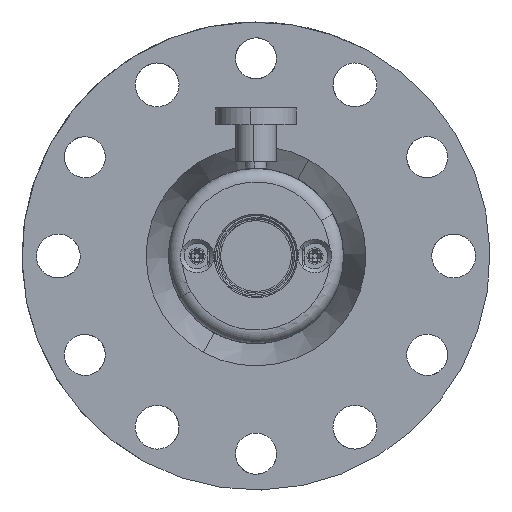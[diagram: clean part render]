
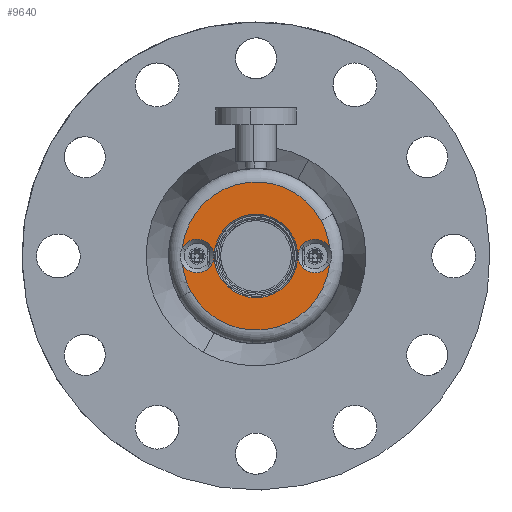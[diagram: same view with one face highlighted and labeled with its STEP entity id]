
A CAD part, front view. The second image highlights one B-rep face of the part: STEP entity #9640.
In plain terms, the highlighted planar face has unit normal (0, -1, 0).
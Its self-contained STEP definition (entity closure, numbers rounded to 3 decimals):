
#9453=AXIS2_PLACEMENT_3D('Circle Axis2P3D',#9451,#9452,$) ;
#9478=AXIS2_PLACEMENT_3D('Circle Axis2P3D',#9476,#9477,$) ;
#9530=AXIS2_PLACEMENT_3D('Circle Axis2P3D',#9528,#9529,$) ;
#9537=AXIS2_PLACEMENT_3D('Circle Axis2P3D',#9535,#9536,$) ;
#9578=AXIS2_PLACEMENT_3D('Plane Axis2P3D',#9575,#9576,#9577) ;
#9582=AXIS2_PLACEMENT_3D('Circle Axis2P3D',#9580,#9581,$) ;
#9589=AXIS2_PLACEMENT_3D('Circle Axis2P3D',#9587,#9588,$) ;
#9594=AXIS2_PLACEMENT_3D('Circle Axis2P3D',#9592,#9593,$) ;
#9601=AXIS2_PLACEMENT_3D('Circle Axis2P3D',#9599,#9600,$) ;
#9616=AXIS2_PLACEMENT_3D('Circle Axis2P3D',#9614,#9615,$) ;
#9625=AXIS2_PLACEMENT_3D('Circle Axis2P3D',#9623,#9624,$) ;
#9632=AXIS2_PLACEMENT_3D('Circle Axis2P3D',#9630,#9631,$) ;
#9448=CARTESIAN_POINT('Vertex',(9.653,-289.501,5.274)) ;
#9451=CARTESIAN_POINT('Axis2P3D Location',(0.,-289.501,0.)) ;
#9455=CARTESIAN_POINT('Vertex',(10.932,-289.501,1.22)) ;
#9473=CARTESIAN_POINT('Vertex',(10.932,-289.501,-1.22)) ;
#9476=CARTESIAN_POINT('Axis2P3D Location',(0.,-289.501,0.)) ;
#9480=CARTESIAN_POINT('Vertex',(-9.653,-289.501,-5.274)) ;
#9528=CARTESIAN_POINT('Axis2P3D Location',(0.,-289.501,0.)) ;
#9532=CARTESIAN_POINT('Vertex',(-10.932,-289.501,1.22)) ;
#9535=CARTESIAN_POINT('Axis2P3D Location',(0.,-289.501,0.)) ;
#9539=CARTESIAN_POINT('Vertex',(-10.932,-289.501,-1.22)) ;
#9575=CARTESIAN_POINT('Axis2P3D Location',(11.,-289.501,0.)) ;
#9580=CARTESIAN_POINT('Axis2P3D Location',(8.75,-289.501,0.)) ;
#9584=CARTESIAN_POINT('Vertex',(6.556,-289.501,1.199)) ;
#9587=CARTESIAN_POINT('Axis2P3D Location',(8.75,-289.501,0.)) ;
#9592=CARTESIAN_POINT('Axis2P3D Location',(-8.75,-289.501,0.)) ;
#9596=CARTESIAN_POINT('Vertex',(-6.556,-289.501,-1.199)) ;
#9599=CARTESIAN_POINT('Axis2P3D Location',(-8.75,-289.501,0.)) ;
#9614=CARTESIAN_POINT('Axis2P3D Location',(0.,-289.501,0.)) ;
#9618=CARTESIAN_POINT('Vertex',(5.741,-289.501,2.341)) ;
#9620=CARTESIAN_POINT('Vertex',(5.441,-289.501,2.972)) ;
#9623=CARTESIAN_POINT('Axis2P3D Location',(0.,-289.501,0.)) ;
#9627=CARTESIAN_POINT('Vertex',(-5.441,-289.501,-2.972)) ;
#9630=CARTESIAN_POINT('Axis2P3D Location',(0.,-289.501,0.)) ;
#9452=DIRECTION('Axis2P3D Direction',(0.,-1.,0.)) ;
#9477=DIRECTION('Axis2P3D Direction',(0.,-1.,0.)) ;
#9529=DIRECTION('Axis2P3D Direction',(0.,-1.,0.)) ;
#9536=DIRECTION('Axis2P3D Direction',(0.,-1.,0.)) ;
#9576=DIRECTION('Axis2P3D Direction',(0.,-1.,0.)) ;
#9577=DIRECTION('Axis2P3D XDirection',(1.,0.,0.)) ;
#9581=DIRECTION('Axis2P3D Direction',(0.,-1.,0.)) ;
#9588=DIRECTION('Axis2P3D Direction',(0.,-1.,0.)) ;
#9593=DIRECTION('Axis2P3D Direction',(0.,-1.,0.)) ;
#9600=DIRECTION('Axis2P3D Direction',(0.,-1.,0.)) ;
#9615=DIRECTION('Axis2P3D Direction',(0.,-1.,0.)) ;
#9624=DIRECTION('Axis2P3D Direction',(0.,-1.,0.)) ;
#9631=DIRECTION('Axis2P3D Direction',(0.,-1.,0.)) ;
#9605=ORIENTED_EDGE('',*,*,#9541,.T.) ;
#9606=ORIENTED_EDGE('',*,*,#9482,.T.) ;
#9607=ORIENTED_EDGE('',*,*,#9586,.F.) ;
#9608=ORIENTED_EDGE('',*,*,#9591,.F.) ;
#9609=ORIENTED_EDGE('',*,*,#9457,.T.) ;
#9610=ORIENTED_EDGE('',*,*,#9534,.T.) ;
#9611=ORIENTED_EDGE('',*,*,#9598,.F.) ;
#9612=ORIENTED_EDGE('',*,*,#9603,.F.) ;
#9636=ORIENTED_EDGE('',*,*,#9622,.F.) ;
#9637=ORIENTED_EDGE('',*,*,#9629,.F.) ;
#9638=ORIENTED_EDGE('',*,*,#9634,.F.) ;
#9639=FACE_BOUND('',#9635,.T.) ;
#9640=ADVANCED_FACE('Brep With Voids.2',(#9613,#9639),#9579,.T.) ;
#9454=CIRCLE('generated circle',#9453,11.) ;
#9479=CIRCLE('generated circle',#9478,11.) ;
#9531=CIRCLE('generated circle',#9530,11.) ;
#9538=CIRCLE('generated circle',#9537,11.) ;
#9583=CIRCLE('generated circle',#9582,2.5) ;
#9590=CIRCLE('generated circle',#9589,2.5) ;
#9595=CIRCLE('generated circle',#9594,2.5) ;
#9602=CIRCLE('generated circle',#9601,2.5) ;
#9617=CIRCLE('generated circle',#9616,6.2) ;
#9626=CIRCLE('generated circle',#9625,6.2) ;
#9633=CIRCLE('generated circle',#9632,6.2) ;
#9457=EDGE_CURVE('',#9456,#9449,#9454,.T.) ;
#9482=EDGE_CURVE('',#9481,#9474,#9479,.T.) ;
#9534=EDGE_CURVE('',#9449,#9533,#9531,.T.) ;
#9541=EDGE_CURVE('',#9540,#9481,#9538,.T.) ;
#9586=EDGE_CURVE('',#9585,#9474,#9583,.T.) ;
#9591=EDGE_CURVE('',#9456,#9585,#9590,.T.) ;
#9598=EDGE_CURVE('',#9597,#9533,#9595,.T.) ;
#9603=EDGE_CURVE('',#9540,#9597,#9602,.T.) ;
#9622=EDGE_CURVE('',#9619,#9621,#9617,.T.) ;
#9629=EDGE_CURVE('',#9628,#9619,#9626,.T.) ;
#9634=EDGE_CURVE('',#9621,#9628,#9633,.T.) ;
#9604=EDGE_LOOP('',(#9605,#9606,#9607,#9608,#9609,#9610,#9611,#9612)) ;
#9635=EDGE_LOOP('',(#9636,#9637,#9638)) ;
#9613=FACE_OUTER_BOUND('',#9604,.T.) ;
#9579=PLANE('',#9578) ;
#9449=VERTEX_POINT('',#9448) ;
#9456=VERTEX_POINT('',#9455) ;
#9474=VERTEX_POINT('',#9473) ;
#9481=VERTEX_POINT('',#9480) ;
#9533=VERTEX_POINT('',#9532) ;
#9540=VERTEX_POINT('',#9539) ;
#9585=VERTEX_POINT('',#9584) ;
#9597=VERTEX_POINT('',#9596) ;
#9619=VERTEX_POINT('',#9618) ;
#9621=VERTEX_POINT('',#9620) ;
#9628=VERTEX_POINT('',#9627) ;
